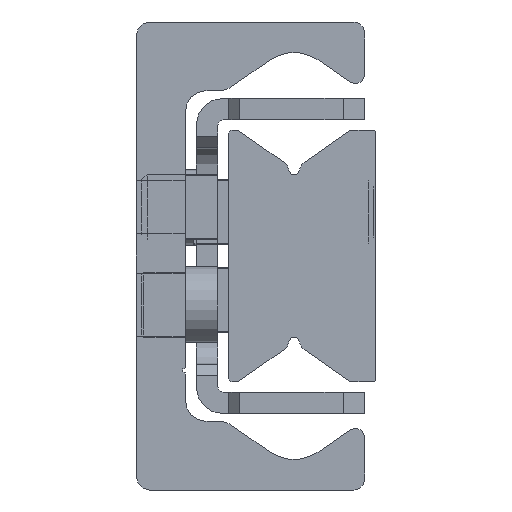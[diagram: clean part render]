
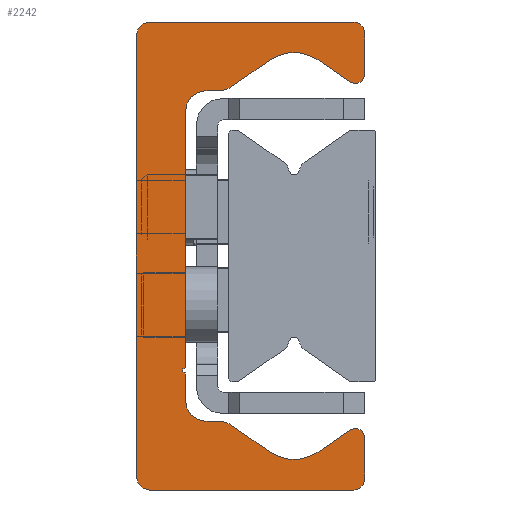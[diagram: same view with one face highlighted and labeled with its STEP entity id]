
A CAD part, left-side view. The second image highlights one B-rep face of the part: STEP entity #2242.
In plain terms, the highlighted planar face has unit normal (-1, 0, 0).
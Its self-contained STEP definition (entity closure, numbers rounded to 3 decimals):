
#1243=CARTESIAN_POINT('',(0.0,9.25,-21.5));
#1244=VERTEX_POINT('',#1243);
#1251=CARTESIAN_POINT('',(0.0,10.5,-20.25));
#1252=VERTEX_POINT('',#1251);
#1253=CARTESIAN_POINT('',(0.0,9.25,-20.25));
#1254=DIRECTION('',(1.0,0.0,0.0));
#1255=DIRECTION('',(0.0,0.0,-1.0));
#1256=AXIS2_PLACEMENT_3D('',#1253,#1254,#1255);
#1257=CIRCLE('',#1256,1.25);
#1258=EDGE_CURVE('',#1244,#1252,#1257,.T.);
#1282=CARTESIAN_POINT('',(0.0,-9.5,-21.5));
#1283=VERTEX_POINT('',#1282);
#1290=CARTESIAN_POINT('',(0.0,-9.5,-21.5));
#1291=DIRECTION('',(0.0,1.0,0.0));
#1292=VECTOR('',#1291,18.75);
#1293=LINE('',#1290,#1292);
#1294=EDGE_CURVE('',#1283,#1244,#1293,.T.);
#1314=CARTESIAN_POINT('',(0.0,-10.5,-20.5));
#1315=VERTEX_POINT('',#1314);
#1322=CARTESIAN_POINT('',(0.0,-9.5,-20.5));
#1323=DIRECTION('',(1.0,0.0,0.0));
#1324=DIRECTION('',(0.0,-1.0,0.0));
#1325=AXIS2_PLACEMENT_3D('',#1322,#1323,#1324);
#1326=CIRCLE('',#1325,1.);
#1327=EDGE_CURVE('',#1315,#1283,#1326,.T.);
#1346=CARTESIAN_POINT('',(0.0,-10.5,-16.65));
#1347=VERTEX_POINT('',#1346);
#1354=CARTESIAN_POINT('',(0.0,-10.5,-16.65));
#1355=DIRECTION('',(0.0,0.0,-1.0));
#1356=VECTOR('',#1355,3.85);
#1357=LINE('',#1354,#1356);
#1358=EDGE_CURVE('',#1347,#1315,#1357,.T.);
#1378=CARTESIAN_POINT('',(0.0,-9.162,-15.954));
#1379=VERTEX_POINT('',#1378);
#1386=CARTESIAN_POINT('',(0.0,-9.65,-16.65));
#1387=DIRECTION('',(1.0,0.0,0.0));
#1388=DIRECTION('',(0.0,0.574,0.819));
#1389=AXIS2_PLACEMENT_3D('',#1386,#1387,#1388);
#1390=CIRCLE('',#1389,0.85);
#1391=EDGE_CURVE('',#1379,#1347,#1390,.T.);
#1410=CARTESIAN_POINT('',(0.0,-6.294,-17.962));
#1411=VERTEX_POINT('',#1410);
#1418=CARTESIAN_POINT('',(0.0,-6.294,-17.962));
#1419=DIRECTION('',(0.0,-0.819,0.574));
#1420=VECTOR('',#1419,3.501);
#1421=LINE('',#1418,#1420);
#1422=EDGE_CURVE('',#1411,#1379,#1421,.T.);
#1442=CARTESIAN_POINT('',(0.0,-1.706,-17.962));
#1443=VERTEX_POINT('',#1442);
#1450=CARTESIAN_POINT('',(0.0,-4.0,-14.685));
#1451=DIRECTION('',(-1.0,0.0,0.0));
#1452=DIRECTION('',(0.0,0.574,0.819));
#1453=AXIS2_PLACEMENT_3D('',#1450,#1451,#1452);
#1454=CIRCLE('',#1453,4.0);
#1455=EDGE_CURVE('',#1443,#1411,#1454,.T.);
#1474=CARTESIAN_POINT('',(0.0,1.722,-15.562));
#1475=VERTEX_POINT('',#1474);
#1482=CARTESIAN_POINT('',(0.0,1.722,-15.562));
#1483=DIRECTION('',(0.0,-0.819,-0.574));
#1484=VECTOR('',#1483,4.185);
#1485=LINE('',#1482,#1484);
#1486=EDGE_CURVE('',#1475,#1443,#1485,.T.);
#1506=CARTESIAN_POINT('',(0.0,2.869,-15.2));
#1507=VERTEX_POINT('',#1506);
#1514=CARTESIAN_POINT('',(0.0,2.869,-17.2));
#1515=DIRECTION('',(1.0,0.0,0.0));
#1516=DIRECTION('',(0.0,0.0,1.0));
#1517=AXIS2_PLACEMENT_3D('',#1514,#1515,#1516);
#1518=CIRCLE('',#1517,2.0);
#1519=EDGE_CURVE('',#1507,#1475,#1518,.T.);
#1538=CARTESIAN_POINT('',(0.0,4.,-15.2));
#1539=VERTEX_POINT('',#1538);
#1546=CARTESIAN_POINT('',(0.0,4.,-15.2));
#1547=DIRECTION('',(0.0,-1.0,0.0));
#1548=VECTOR('',#1547,1.131);
#1549=LINE('',#1546,#1548);
#1550=EDGE_CURVE('',#1539,#1507,#1549,.T.);
#1570=CARTESIAN_POINT('',(0.0,6.,-13.2));
#1571=VERTEX_POINT('',#1570);
#1578=CARTESIAN_POINT('',(0.0,4.,-13.2));
#1579=DIRECTION('',(-1.0,0.0,0.0));
#1580=DIRECTION('',(0.0,0.0,1.0));
#1581=AXIS2_PLACEMENT_3D('',#1578,#1579,#1580);
#1582=CIRCLE('',#1581,2.0);
#1583=EDGE_CURVE('',#1571,#1539,#1582,.T.);
#1602=CARTESIAN_POINT('',(0.0,6.,-10.75));
#1603=VERTEX_POINT('',#1602);
#1610=CARTESIAN_POINT('',(0.0,6.,-10.75));
#1611=DIRECTION('',(0.0,0.0,-1.0));
#1612=VECTOR('',#1611,2.45);
#1613=LINE('',#1610,#1612);
#1614=EDGE_CURVE('',#1603,#1571,#1613,.T.);
#1634=CARTESIAN_POINT('',(0.0,6.,-10.25));
#1635=VERTEX_POINT('',#1634);
#1642=CARTESIAN_POINT('',(0.0,6.,-10.5));
#1643=DIRECTION('',(-1.0,0.0,0.0));
#1644=DIRECTION('',(0.0,0.0,1.0));
#1645=AXIS2_PLACEMENT_3D('',#1642,#1643,#1644);
#1646=CIRCLE('',#1645,0.25);
#1647=EDGE_CURVE('',#1635,#1603,#1646,.T.);
#1666=CARTESIAN_POINT('',(0.0,6.,13.2));
#1667=VERTEX_POINT('',#1666);
#1674=CARTESIAN_POINT('',(0.0,6.,13.2));
#1675=DIRECTION('',(0.0,0.0,-1.0));
#1676=VECTOR('',#1675,23.45);
#1677=LINE('',#1674,#1676);
#1678=EDGE_CURVE('',#1667,#1635,#1677,.T.);
#1773=CARTESIAN_POINT('',(0.0,4.,15.2));
#1774=VERTEX_POINT('',#1773);
#1781=CARTESIAN_POINT('',(0.0,4.,13.2));
#1782=DIRECTION('',(-1.0,0.0,0.0));
#1783=DIRECTION('',(0.0,-1.0,0.0));
#1784=AXIS2_PLACEMENT_3D('',#1781,#1782,#1783);
#1785=CIRCLE('',#1784,2.0);
#1786=EDGE_CURVE('',#1774,#1667,#1785,.T.);
#1805=CARTESIAN_POINT('',(0.0,2.869,15.2));
#1806=VERTEX_POINT('',#1805);
#1813=CARTESIAN_POINT('',(0.0,2.869,15.2));
#1814=DIRECTION('',(0.0,1.0,0.0));
#1815=VECTOR('',#1814,1.131);
#1816=LINE('',#1813,#1815);
#1817=EDGE_CURVE('',#1806,#1774,#1816,.T.);
#1837=CARTESIAN_POINT('',(0.0,1.722,15.562));
#1838=VERTEX_POINT('',#1837);
#1845=CARTESIAN_POINT('',(0.0,2.869,17.2));
#1846=DIRECTION('',(1.0,0.0,0.0));
#1847=DIRECTION('',(0.0,-0.574,-0.819));
#1848=AXIS2_PLACEMENT_3D('',#1845,#1846,#1847);
#1849=CIRCLE('',#1848,2.0);
#1850=EDGE_CURVE('',#1838,#1806,#1849,.T.);
#1869=CARTESIAN_POINT('',(0.0,-1.706,17.962));
#1870=VERTEX_POINT('',#1869);
#1877=CARTESIAN_POINT('',(0.0,-1.706,17.962));
#1878=DIRECTION('',(0.0,0.819,-0.574));
#1879=VECTOR('',#1878,4.185);
#1880=LINE('',#1877,#1879);
#1881=EDGE_CURVE('',#1870,#1838,#1880,.T.);
#1901=CARTESIAN_POINT('',(0.0,-6.294,17.962));
#1902=VERTEX_POINT('',#1901);
#1909=CARTESIAN_POINT('',(0.0,-4.0,14.685));
#1910=DIRECTION('',(-1.0,0.0,0.0));
#1911=DIRECTION('',(0.0,-0.574,-0.819));
#1912=AXIS2_PLACEMENT_3D('',#1909,#1910,#1911);
#1913=CIRCLE('',#1912,4.0);
#1914=EDGE_CURVE('',#1902,#1870,#1913,.T.);
#1933=CARTESIAN_POINT('',(0.0,-9.162,15.954));
#1934=VERTEX_POINT('',#1933);
#1941=CARTESIAN_POINT('',(0.0,-9.162,15.954));
#1942=DIRECTION('',(0.0,0.819,0.574));
#1943=VECTOR('',#1942,3.501);
#1944=LINE('',#1941,#1943);
#1945=EDGE_CURVE('',#1934,#1902,#1944,.T.);
#1965=CARTESIAN_POINT('',(0.0,-10.5,16.65));
#1966=VERTEX_POINT('',#1965);
#1973=CARTESIAN_POINT('',(0.0,-9.65,16.65));
#1974=DIRECTION('',(1.0,0.0,0.0));
#1975=DIRECTION('',(0.0,-1.0,0.0));
#1976=AXIS2_PLACEMENT_3D('',#1973,#1974,#1975);
#1977=CIRCLE('',#1976,0.85);
#1978=EDGE_CURVE('',#1966,#1934,#1977,.T.);
#1997=CARTESIAN_POINT('',(0.0,-10.5,20.5));
#1998=VERTEX_POINT('',#1997);
#2005=CARTESIAN_POINT('',(0.0,-10.5,20.5));
#2006=DIRECTION('',(0.0,0.0,-1.0));
#2007=VECTOR('',#2006,3.85);
#2008=LINE('',#2005,#2007);
#2009=EDGE_CURVE('',#1998,#1966,#2008,.T.);
#2029=CARTESIAN_POINT('',(0.0,-9.5,21.5));
#2030=VERTEX_POINT('',#2029);
#2037=CARTESIAN_POINT('',(0.0,-9.5,20.5));
#2038=DIRECTION('',(1.0,0.0,0.0));
#2039=DIRECTION('',(0.0,0.0,1.0));
#2040=AXIS2_PLACEMENT_3D('',#2037,#2038,#2039);
#2041=CIRCLE('',#2040,1.);
#2042=EDGE_CURVE('',#2030,#1998,#2041,.T.);
#2061=CARTESIAN_POINT('',(0.0,9.25,21.5));
#2062=VERTEX_POINT('',#2061);
#2069=CARTESIAN_POINT('',(0.0,9.25,21.5));
#2070=DIRECTION('',(0.0,-1.0,0.0));
#2071=VECTOR('',#2070,18.75);
#2072=LINE('',#2069,#2071);
#2073=EDGE_CURVE('',#2062,#2030,#2072,.T.);
#2093=CARTESIAN_POINT('',(0.0,10.5,20.25));
#2094=VERTEX_POINT('',#2093);
#2101=CARTESIAN_POINT('',(0.0,9.25,20.25));
#2102=DIRECTION('',(1.0,0.0,0.0));
#2103=DIRECTION('',(0.0,1.0,0.0));
#2104=AXIS2_PLACEMENT_3D('',#2101,#2102,#2103);
#2105=CIRCLE('',#2104,1.25);
#2106=EDGE_CURVE('',#2094,#2062,#2105,.T.);
#2124=CARTESIAN_POINT('',(0.0,10.5,-20.25));
#2125=DIRECTION('',(0.0,0.0,1.0));
#2126=VECTOR('',#2125,40.5);
#2127=LINE('',#2124,#2126);
#2128=EDGE_CURVE('',#1252,#2094,#2127,.T.);
#2209=CARTESIAN_POINT('',(0.0,2.66,-0.019));
#2210=DIRECTION('',(1.0,0.0,0.0));
#2211=DIRECTION('',(0.0,0.0,-1.0));
#2212=AXIS2_PLACEMENT_3D('',#2209,#2210,#2211);
#2213=PLANE('',#2212);
#2214=ORIENTED_EDGE('',*,*,#2128,.F.);
#2215=ORIENTED_EDGE('',*,*,#1258,.F.);
#2216=ORIENTED_EDGE('',*,*,#1294,.F.);
#2217=ORIENTED_EDGE('',*,*,#1327,.F.);
#2218=ORIENTED_EDGE('',*,*,#1358,.F.);
#2219=ORIENTED_EDGE('',*,*,#1391,.F.);
#2220=ORIENTED_EDGE('',*,*,#1422,.F.);
#2221=ORIENTED_EDGE('',*,*,#1455,.F.);
#2222=ORIENTED_EDGE('',*,*,#1486,.F.);
#2223=ORIENTED_EDGE('',*,*,#1519,.F.);
#2224=ORIENTED_EDGE('',*,*,#1550,.F.);
#2225=ORIENTED_EDGE('',*,*,#1583,.F.);
#2226=ORIENTED_EDGE('',*,*,#1614,.F.);
#2227=ORIENTED_EDGE('',*,*,#1647,.F.);
#2228=ORIENTED_EDGE('',*,*,#1678,.F.);
#2229=ORIENTED_EDGE('',*,*,#1786,.F.);
#2230=ORIENTED_EDGE('',*,*,#1817,.F.);
#2231=ORIENTED_EDGE('',*,*,#1850,.F.);
#2232=ORIENTED_EDGE('',*,*,#1881,.F.);
#2233=ORIENTED_EDGE('',*,*,#1914,.F.);
#2234=ORIENTED_EDGE('',*,*,#1945,.F.);
#2235=ORIENTED_EDGE('',*,*,#1978,.F.);
#2236=ORIENTED_EDGE('',*,*,#2009,.F.);
#2237=ORIENTED_EDGE('',*,*,#2042,.F.);
#2238=ORIENTED_EDGE('',*,*,#2073,.F.);
#2239=ORIENTED_EDGE('',*,*,#2106,.F.);
#2240=EDGE_LOOP('',(#2214,#2215,#2216,#2217,#2218,#2219,#2220,#2221,#2222,#2223,#2224,#2225,#2226,#2227,#2228,#2229,#2230,#2231,#2232,#2233,#2234,#2235,#2236,#2237,#2238,#2239));
#2241=FACE_OUTER_BOUND('',#2240,.T.);
#2242=ADVANCED_FACE('',(#2241),#2213,.F.);
